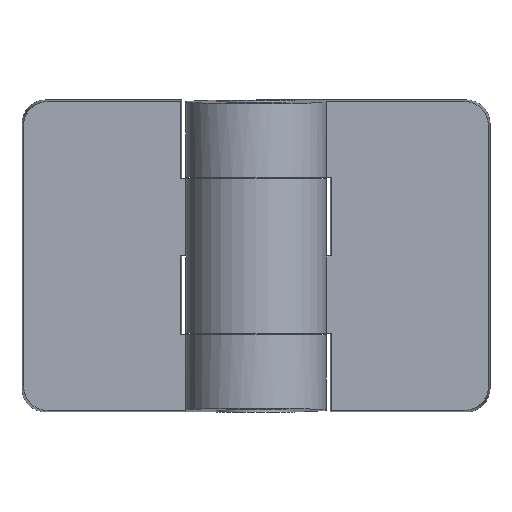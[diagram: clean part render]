
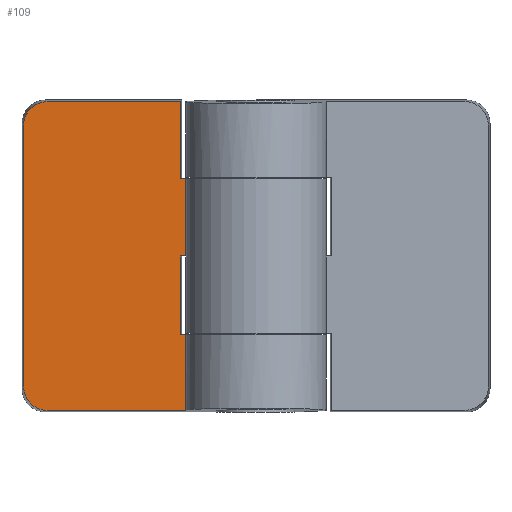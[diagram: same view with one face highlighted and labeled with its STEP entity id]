
A CAD part, front view. The second image highlights one B-rep face of the part: STEP entity #109.
In plain terms, the highlighted planar face has unit normal (0, -1, 0).
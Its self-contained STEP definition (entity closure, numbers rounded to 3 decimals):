
#109=ADVANCED_FACE('',(#236),#237,.T.);
#236=FACE_OUTER_BOUND('',#378,.T.);
#237=PLANE('',#379);
#378=EDGE_LOOP('',(#630,#631,#632,#633,#634,#635,#636,#637,#638,#639,#640,#641));
#379=AXIS2_PLACEMENT_3D('',#642,#643,#644);
#630=ORIENTED_EDGE('',*,*,#906,.T.);
#631=ORIENTED_EDGE('',*,*,#912,.F.);
#632=ORIENTED_EDGE('',*,*,#870,.F.);
#633=ORIENTED_EDGE('',*,*,#919,.T.);
#634=ORIENTED_EDGE('',*,*,#928,.F.);
#635=ORIENTED_EDGE('',*,*,#878,.F.);
#636=ORIENTED_EDGE('',*,*,#942,.F.);
#637=ORIENTED_EDGE('',*,*,#900,.T.);
#638=ORIENTED_EDGE('',*,*,#925,.F.);
#639=ORIENTED_EDGE('',*,*,#932,.T.);
#640=ORIENTED_EDGE('',*,*,#937,.T.);
#641=ORIENTED_EDGE('',*,*,#939,.T.);
#642=CARTESIAN_POINT('',(-17.5,0.6,0.));
#643=DIRECTION('',(0.0,-1.0,0.0));
#644=DIRECTION('',(0.0,0.0,-1.0));
#870=EDGE_CURVE('',#1042,#1044,#1045,.T.);
#878=EDGE_CURVE('',#1054,#1056,#1057,.T.);
#900=EDGE_CURVE('',#1092,#1093,#1094,.T.);
#906=EDGE_CURVE('',#1103,#1100,#1104,.T.);
#912=EDGE_CURVE('',#1044,#1100,#1112,.T.);
#919=EDGE_CURVE('',#1042,#1122,#1123,.T.);
#925=EDGE_CURVE('',#1130,#1093,#1132,.T.);
#928=EDGE_CURVE('',#1056,#1122,#1135,.T.);
#932=EDGE_CURVE('',#1130,#1139,#1141,.T.);
#937=EDGE_CURVE('',#1139,#1146,#1148,.T.);
#939=EDGE_CURVE('',#1146,#1103,#1150,.T.);
#942=EDGE_CURVE('',#1092,#1054,#1153,.T.);
#1042=VERTEX_POINT('',#1282);
#1044=VERTEX_POINT('',#1284);
#1045=LINE('',#1285,#1286);
#1054=VERTEX_POINT('',#1296);
#1056=VERTEX_POINT('',#1298);
#1057=LINE('',#1299,#1300);
#1092=VERTEX_POINT('',#1343);
#1093=VERTEX_POINT('',#1344);
#1094=LINE('',#1345,#1346);
#1100=VERTEX_POINT('',#1354);
#1103=VERTEX_POINT('',#1358);
#1104=ELLIPSE('',#1359,3.002,3.0);
#1112=LINE('',#1369,#1370);
#1122=VERTEX_POINT('',#1381);
#1123=LINE('',#1382,#1383);
#1130=VERTEX_POINT('',#1392);
#1132=LINE('',#1395,#1396);
#1135=LINE('',#1400,#1401);
#1139=VERTEX_POINT('',#1406);
#1141=LINE('',#1409,#1410);
#1146=VERTEX_POINT('',#1416);
#1148=ELLIPSE('',#1419,3.002,3.0);
#1150=LINE('',#1421,#1422);
#1153=LINE('',#1426,#1427);
#1282=CARTESIAN_POINT('',(-8.98,0.6,-10.1));
#1284=CARTESIAN_POINT('',(-8.98,0.6,-19.78));
#1285=CARTESIAN_POINT('',(-8.98,0.6,-10.1));
#1286=VECTOR('',#1576,9.68);
#1296=CARTESIAN_POINT('',(-8.98,0.6,0.));
#1298=CARTESIAN_POINT('',(-9.72,0.6,0.));
#1299=CARTESIAN_POINT('',(-8.98,0.6,0.));
#1300=VECTOR('',#1590,0.74);
#1343=CARTESIAN_POINT('',(-8.98,0.6,9.9));
#1344=CARTESIAN_POINT('',(-9.72,0.6,9.9));
#1345=CARTESIAN_POINT('',(-8.98,0.6,9.9));
#1346=VECTOR('',#1623,0.74);
#1354=CARTESIAN_POINT('',(-26.781,0.6,-19.78));
#1358=CARTESIAN_POINT('',(-29.78,0.6,-16.781));
#1359=AXIS2_PLACEMENT_3D('',#1630,#1631,#1632);
#1369=CARTESIAN_POINT('',(-8.98,0.6,-19.78));
#1370=VECTOR('',#1641,17.801);
#1381=CARTESIAN_POINT('',(-9.72,0.6,-10.1));
#1382=CARTESIAN_POINT('',(-8.98,0.6,-10.1));
#1383=VECTOR('',#1652,0.74);
#1392=CARTESIAN_POINT('',(-9.72,0.6,19.78));
#1395=CARTESIAN_POINT('',(-9.72,0.6,19.78));
#1396=VECTOR('',#1659,9.88);
#1400=CARTESIAN_POINT('',(-9.72,0.6,0.));
#1401=VECTOR('',#1661,10.1);
#1406=CARTESIAN_POINT('',(-26.781,0.6,19.78));
#1409=CARTESIAN_POINT('',(-9.72,0.6,19.78));
#1410=VECTOR('',#1664,17.061);
#1416=CARTESIAN_POINT('',(-29.78,0.6,16.781));
#1419=AXIS2_PLACEMENT_3D('',#1670,#1671,#1672);
#1421=CARTESIAN_POINT('',(-29.78,0.6,16.781));
#1422=VECTOR('',#1673,33.562);
#1426=CARTESIAN_POINT('',(-8.98,0.6,9.9));
#1427=VECTOR('',#1675,9.9);
#1576=DIRECTION('',(0.0,0.0,-1.0));
#1590=DIRECTION('',(-1.0,0.0,0.0));
#1623=DIRECTION('',(-1.0,0.0,0.0));
#1630=CARTESIAN_POINT('',(-26.779,0.6,-16.779));
#1631=DIRECTION('',(0.,-1.0,0.));
#1632=DIRECTION('',(-0.707,0.,-0.707));
#1641=DIRECTION('',(-1.0,0.0,0.0));
#1652=DIRECTION('',(-1.0,0.0,0.0));
#1659=DIRECTION('',(0.0,0.0,-1.0));
#1661=DIRECTION('',(0.0,0.0,-1.0));
#1664=DIRECTION('',(-1.0,0.0,0.0));
#1670=CARTESIAN_POINT('',(-26.779,0.6,16.779));
#1671=DIRECTION('',(0.,-1.0,0.));
#1672=DIRECTION('',(-0.707,0.,0.707));
#1673=DIRECTION('',(0.0,0.0,-1.0));
#1675=DIRECTION('',(0.0,0.0,-1.0));
